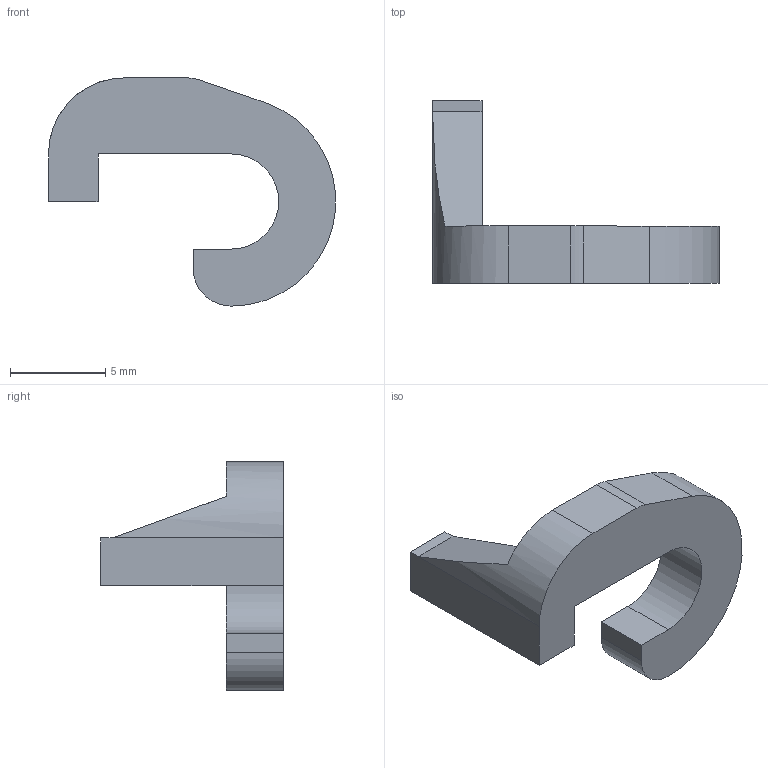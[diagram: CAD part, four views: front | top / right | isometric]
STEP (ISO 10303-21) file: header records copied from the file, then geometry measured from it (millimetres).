
FILE_DESCRIPTION (( 'STEP AP203' ), '1' );
FILE_NAME ('neck-wire-guide-left.STEP', '2019-10-22T11:32:45', ( '' ), ( '' ), 'SwSTEP 2.0', 'SolidWorks 2013', '' );
FILE_SCHEMA (( 'CONFIG_CONTROL_DESIGN' ));
Length unit declared in the file: millimetre
Products named in the file (1): neck-wire-guide-left
Bounding box: 15.08 x 9.6 x 12 mm (x, y, z)
Volume: 310.7 mm3; surface area: 416.5 mm2
Topology: 1 solids, 1 shells, 18 faces, 47 edges, 31 vertices
Faces by surface type: plane 13, cylinder 5
Entity records: 630 total; most frequent: CARTESIAN_POINT 100, ORIENTED_EDGE 94, DIRECTION 94, EDGE_CURVE 47, LINE 36, VECTOR 36, VERTEX_POINT 31, AXIS2_PLACEMENT_3D 29
